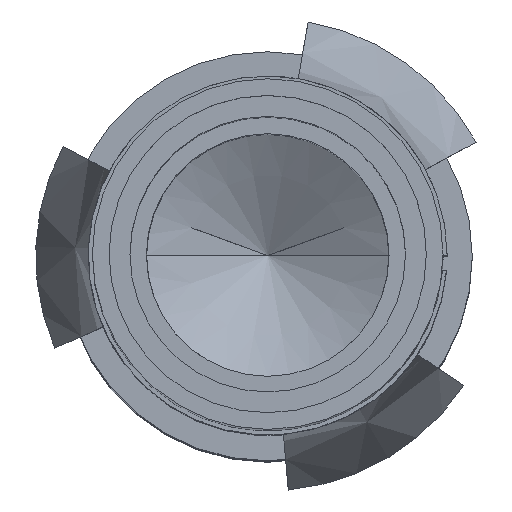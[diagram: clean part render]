
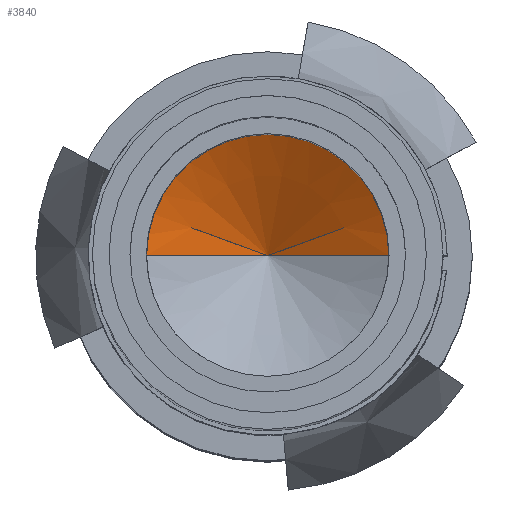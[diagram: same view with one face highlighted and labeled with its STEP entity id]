
A CAD part, top view. The second image highlights one B-rep face of the part: STEP entity #3840.
In plain terms, the highlighted conical face has half-angle 61.115 degrees and reference radius 0.741 mm.
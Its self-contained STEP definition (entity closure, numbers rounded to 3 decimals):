
#1356=CARTESIAN_POINT('',(0.,0.,2.709));
#1357=DIRECTION('',(0.,0.,-1.));
#1358=DIRECTION('',(-1.,0.,0.));
#1359=AXIS2_PLACEMENT_3D('',#1356,#1357,#1358);
#1361=DIRECTION('',(0.876,0.,-0.483));
#1362=VECTOR('',#1361,1.657);
#1363=CARTESIAN_POINT('',(-1.451,0.,2.709));
#1364=LINE('',#1363,#1362);
#1365=DIRECTION('',(-0.876,0.,-0.483));
#1366=VECTOR('',#1365,1.657);
#1367=CARTESIAN_POINT('',(1.451,0.,2.709));
#1368=LINE('',#1367,#1366);
#1495=CARTESIAN_POINT('',(-1.451,0.,2.709));
#1497=VERTEX_POINT('',#1495);
#1498=CARTESIAN_POINT('',(0.,0.,1.909));
#1499=VERTEX_POINT('',#1498);
#1521=CARTESIAN_POINT('',(1.451,0.,2.709));
#1523=VERTEX_POINT('',#1521);
#3828=CARTESIAN_POINT('',(0.,0.,2.318));
#3829=DIRECTION('',(0.,0.,1.));
#3830=DIRECTION('',(-1.,0.,0.));
#3831=AXIS2_PLACEMENT_3D('',#3828,#3829,#3830);
#3832=CONICAL_SURFACE('',#3831,0.741,61.115);
#3834=ORIENTED_EDGE('',*,*,#3833,.F.);
#3835=ORIENTED_EDGE('',*,*,#3721,.T.);
#3837=ORIENTED_EDGE('',*,*,#3836,.T.);
#3838=EDGE_LOOP('',(#3834,#3835,#3837));
#3839=FACE_OUTER_BOUND('',#3838,.F.);
#3840=ADVANCED_FACE('',(#3839),#3832,.F.);
#1360=CIRCLE('',#1359,1.45);
#3721=EDGE_CURVE('',#1497,#1523,#1360,.T.);
#3833=EDGE_CURVE('',#1497,#1499,#1364,.T.);
#3836=EDGE_CURVE('',#1523,#1499,#1368,.T.);
